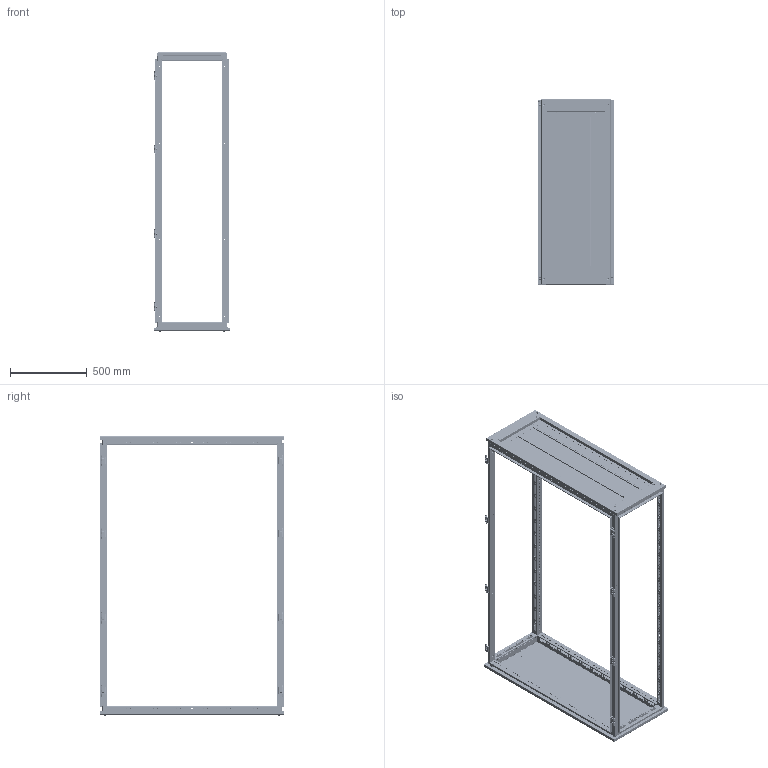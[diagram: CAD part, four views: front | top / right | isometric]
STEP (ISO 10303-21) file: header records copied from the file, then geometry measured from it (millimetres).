
FILE_DESCRIPTION (( 'STEP AP203' ), '1' );
FILE_NAME ('R5KTB125+R5KMDCR18.step', '2011-02-16T14:57:29', ( 'User' ), ( 'DKC' ), 'SwSTEP 2.0', 'SolidWorks 2010', '' );
FILE_SCHEMA (( 'CONFIG_CONTROL_DESIGN' ));
Products named in the file (24): R5KTB125+R5KMDCR18; Assem base_KTB125; Lamiera trasversale per fondo da_1200; Lamiera laterale per fondo da_500; Fondo per quadro da_1200x95; Fondo per quadro da_1200x145; Traversa inferiore tenuta fondo_500; Capscrew with recessed hexahedron M6 x 10_ISO 4762 M6 x 10 --- 10S; Acc00c561_Default; Assem roof_KTB125; sealant for base_1200x500; Traversa laterale per quadro prof_500; Traversa frontale per quadro largh._1200; AC00C469S_Default; AC00C469D_Default; Sviluppo tetto da_1200x500; Button head screw with recessed hexahedron M12 x 20 _ISO 7380 - M12 x 20 --- 20S; Flange nut M6_ISO 7044-M6-S; Pan Head Cross Recess Screw M6x35_ISO 7045 - M6 x 35 - Z --- 35S; land; end-cap; Montante per quadro_1800; AC00C254_Default; cerniera DAE_Default
Assembly tree (76 placements, depth 3):
  R5KTB125+R5KMDCR18
    cerniera DAE_Default  x8
    Assem base_KTB125
      Flange nut M6_ISO 7044-M6-S  x4
      Lamiera laterale per fondo da_500  x2
      Fondo per quadro da_1200x145  x2
      Acc00c561_Default  x6
      Traversa laterale per quadro prof_500  x2
      AC00C469D_Default  x2
      Capscrew with recessed hexahedron M6 x 10_ISO 4762 M6 x 10 --- 10S  x4
      AC00C469S_Default  x2
      Traversa inferiore tenuta fondo_500  x2
      Traversa frontale per quadro largh._1200  x2
      Lamiera trasversale per fondo da_1200  x2
      sealant for base_1200x500
      Fondo per quadro da_1200x95
    Montante per quadro_1800  x4
    AC00C254_Default  x8
    Assem roof_KTB125
      sealant for base_1200x500
      AC00C469S_Default  x2
      Flange nut M6_ISO 7044-M6-S  x2
      AC00C469D_Default  x2
      Button head screw with recessed hexahedron M12 x 20 _ISO 7380 - M12 x 20 --- 20S  x4
      Traversa laterale per quadro prof_500  x2
      Pan Head Cross Recess Screw M6x35_ISO 7045 - M6 x 35 - Z --- 35S  x2
      Sviluppo tetto da_1200x500
      end-cap  x2
      land  x2
      Traversa frontale per quadro largh._1200  x2
Bounding box: 499 x 1200.5 x 1814.1 mm (x, y, z)
Volume: 6599812.4 mm3; surface area: 8146840.3 mm2
Topology: 70 solids, 70 shells, 14664 faces, 39992 edges, 25722 vertices
Faces by surface type: plane 7460, cylinder 4538, cone 1536, bspline 782, torus 240, sphere 108
Entity records: 147394 total; most frequent: CARTESIAN_POINT 37881, ORIENTED_EDGE 22526, DIRECTION 21189, EDGE_CURVE 11263, VERTEX_POINT 7241, AXIS2_PLACEMENT_3D 7164, VECTOR 6861, LINE 6861
